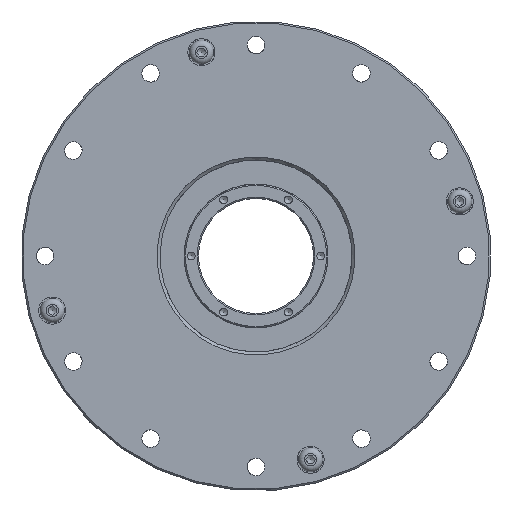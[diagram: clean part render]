
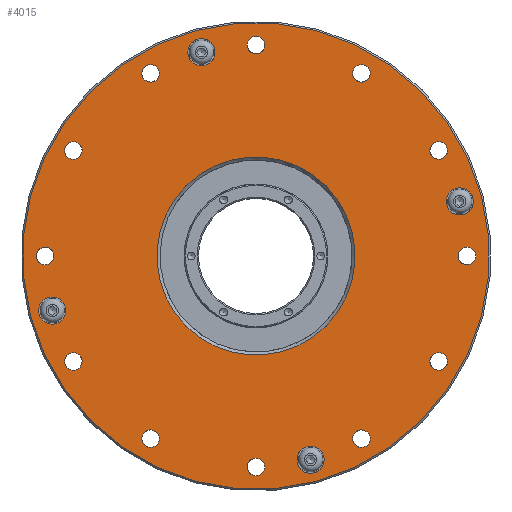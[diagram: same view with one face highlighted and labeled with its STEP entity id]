
A CAD part, left-side view. The second image highlights one B-rep face of the part: STEP entity #4015.
In plain terms, the highlighted planar face has unit normal (-1, 0, 0).
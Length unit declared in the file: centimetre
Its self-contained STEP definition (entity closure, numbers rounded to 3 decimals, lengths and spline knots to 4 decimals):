
#910=FACE_BOUND($,#1720,.T.);
#911=FACE_BOUND($,#1721,.T.);
#912=FACE_BOUND($,#1722,.T.);
#913=FACE_BOUND($,#1723,.T.);
#914=FACE_BOUND($,#1724,.T.);
#915=FACE_BOUND($,#1725,.T.);
#916=FACE_BOUND($,#1726,.T.);
#917=FACE_BOUND($,#1727,.T.);
#918=FACE_BOUND($,#1728,.T.);
#919=FACE_BOUND($,#1729,.T.);
#920=FACE_BOUND($,#1730,.T.);
#921=FACE_BOUND($,#1731,.T.);
#922=FACE_BOUND($,#1732,.T.);
#923=FACE_BOUND($,#1733,.T.);
#924=FACE_BOUND($,#1734,.T.);
#925=FACE_BOUND($,#1735,.T.);
#926=FACE_BOUND($,#1736,.T.);
#927=FACE_BOUND($,#1737,.T.);
#1720=EDGE_LOOP($,(#3446));
#1721=EDGE_LOOP($,(#3447));
#1722=EDGE_LOOP($,(#3448));
#1723=EDGE_LOOP($,(#3449));
#1724=EDGE_LOOP($,(#3450));
#1725=EDGE_LOOP($,(#3451));
#1726=EDGE_LOOP($,(#3452));
#1727=EDGE_LOOP($,(#3453));
#1728=EDGE_LOOP($,(#3454));
#1729=EDGE_LOOP($,(#3455));
#1730=EDGE_LOOP($,(#3456));
#1731=EDGE_LOOP($,(#3457));
#1732=EDGE_LOOP($,(#3458));
#1733=EDGE_LOOP($,(#3459));
#1734=EDGE_LOOP($,(#3460));
#1735=EDGE_LOOP($,(#3461));
#1736=EDGE_LOOP($,(#3462));
#1737=EDGE_LOOP($,(#3463));
#2025=CIRCLE($,#4519,0.275);
#2027=CIRCLE($,#4522,0.275);
#2029=CIRCLE($,#4525,0.275);
#2031=CIRCLE($,#4528,0.275);
#2033=CIRCLE($,#4531,0.275);
#2035=CIRCLE($,#4534,0.275);
#2037=CIRCLE($,#4537,0.275);
#2039=CIRCLE($,#4540,0.275);
#2041=CIRCLE($,#4543,0.275);
#2043=CIRCLE($,#4546,0.275);
#2045=CIRCLE($,#4549,0.275);
#2047=CIRCLE($,#4552,0.275);
#2053=CIRCLE($,#4563,3.1);
#2054=CIRCLE($,#4565,0.425);
#2055=CIRCLE($,#4566,0.425);
#2056=CIRCLE($,#4567,0.425);
#2057=CIRCLE($,#4568,0.425);
#2058=CIRCLE($,#4569,7.3);
#2335=VERTEX_POINT($,#6701);
#2337=VERTEX_POINT($,#6706);
#2339=VERTEX_POINT($,#6711);
#2341=VERTEX_POINT($,#6716);
#2343=VERTEX_POINT($,#6721);
#2345=VERTEX_POINT($,#6726);
#2347=VERTEX_POINT($,#6731);
#2349=VERTEX_POINT($,#6736);
#2351=VERTEX_POINT($,#6741);
#2353=VERTEX_POINT($,#6746);
#2355=VERTEX_POINT($,#6751);
#2357=VERTEX_POINT($,#6756);
#2363=VERTEX_POINT($,#6773);
#2364=VERTEX_POINT($,#6776);
#2365=VERTEX_POINT($,#6778);
#2366=VERTEX_POINT($,#6780);
#2367=VERTEX_POINT($,#6782);
#2368=VERTEX_POINT($,#6784);
#2717=EDGE_CURVE($,#2335,#2335,#2025,.T.);
#2719=EDGE_CURVE($,#2337,#2337,#2027,.T.);
#2721=EDGE_CURVE($,#2339,#2339,#2029,.T.);
#2723=EDGE_CURVE($,#2341,#2341,#2031,.T.);
#2725=EDGE_CURVE($,#2343,#2343,#2033,.T.);
#2727=EDGE_CURVE($,#2345,#2345,#2035,.T.);
#2729=EDGE_CURVE($,#2347,#2347,#2037,.T.);
#2731=EDGE_CURVE($,#2349,#2349,#2039,.T.);
#2733=EDGE_CURVE($,#2351,#2351,#2041,.T.);
#2735=EDGE_CURVE($,#2353,#2353,#2043,.T.);
#2737=EDGE_CURVE($,#2355,#2355,#2045,.T.);
#2739=EDGE_CURVE($,#2357,#2357,#2047,.T.);
#2745=EDGE_CURVE($,#2363,#2363,#2053,.T.);
#2746=EDGE_CURVE($,#2364,#2364,#2054,.T.);
#2747=EDGE_CURVE($,#2365,#2365,#2055,.T.);
#2748=EDGE_CURVE($,#2366,#2366,#2056,.T.);
#2749=EDGE_CURVE($,#2367,#2367,#2057,.T.);
#2750=EDGE_CURVE($,#2368,#2368,#2058,.T.);
#3446=ORIENTED_EDGE($,*,*,#2737,.T.);
#3447=ORIENTED_EDGE($,*,*,#2733,.T.);
#3448=ORIENTED_EDGE($,*,*,#2729,.T.);
#3449=ORIENTED_EDGE($,*,*,#2725,.T.);
#3450=ORIENTED_EDGE($,*,*,#2721,.T.);
#3451=ORIENTED_EDGE($,*,*,#2717,.T.);
#3452=ORIENTED_EDGE($,*,*,#2719,.T.);
#3453=ORIENTED_EDGE($,*,*,#2723,.T.);
#3454=ORIENTED_EDGE($,*,*,#2727,.T.);
#3455=ORIENTED_EDGE($,*,*,#2731,.T.);
#3456=ORIENTED_EDGE($,*,*,#2735,.T.);
#3457=ORIENTED_EDGE($,*,*,#2739,.T.);
#3458=ORIENTED_EDGE($,*,*,#2746,.T.);
#3459=ORIENTED_EDGE($,*,*,#2747,.T.);
#3460=ORIENTED_EDGE($,*,*,#2748,.T.);
#3461=ORIENTED_EDGE($,*,*,#2749,.T.);
#3462=ORIENTED_EDGE($,*,*,#2745,.F.);
#3463=ORIENTED_EDGE($,*,*,#2750,.F.);
#3729=PLANE($,#4564);
#4015=ADVANCED_FACE($,(#910,#911,#912,#913,#914,#915,#916,#917,#918,#919,
#920,#921,#922,#923,#924,#925,#926,#927),#3729,.T.);
#4519=AXIS2_PLACEMENT_3D($,#6702,#5585,#5586);
#4522=AXIS2_PLACEMENT_3D($,#6707,#5591,#5592);
#4525=AXIS2_PLACEMENT_3D($,#6712,#5597,#5598);
#4528=AXIS2_PLACEMENT_3D($,#6717,#5603,#5604);
#4531=AXIS2_PLACEMENT_3D($,#6722,#5609,#5610);
#4534=AXIS2_PLACEMENT_3D($,#6727,#5615,#5616);
#4537=AXIS2_PLACEMENT_3D($,#6732,#5621,#5622);
#4540=AXIS2_PLACEMENT_3D($,#6737,#5627,#5628);
#4543=AXIS2_PLACEMENT_3D($,#6742,#5633,#5634);
#4546=AXIS2_PLACEMENT_3D($,#6747,#5639,#5640);
#4549=AXIS2_PLACEMENT_3D($,#6752,#5645,#5646);
#4552=AXIS2_PLACEMENT_3D($,#6757,#5651,#5652);
#4563=AXIS2_PLACEMENT_3D($,#6774,#5673,#5674);
#4564=AXIS2_PLACEMENT_3D($,#6775,#5675,#5676);
#4565=AXIS2_PLACEMENT_3D($,#6777,#5677,#5678);
#4566=AXIS2_PLACEMENT_3D($,#6779,#5679,#5680);
#4567=AXIS2_PLACEMENT_3D($,#6781,#5681,#5682);
#4568=AXIS2_PLACEMENT_3D($,#6783,#5683,#5684);
#4569=AXIS2_PLACEMENT_3D($,#6785,#5685,#5686);
#5585=DIRECTION('center_axis',(1.,0.,0.));
#5586=DIRECTION('ref_axis',(0.,0.966,-0.259));
#5591=DIRECTION('center_axis',(1.,0.,0.));
#5592=DIRECTION('ref_axis',(0.,0.966,-0.259));
#5597=DIRECTION('center_axis',(1.,0.,0.));
#5598=DIRECTION('ref_axis',(0.,0.966,-0.259));
#5603=DIRECTION('center_axis',(1.,0.,0.));
#5604=DIRECTION('ref_axis',(0.,0.966,-0.259));
#5609=DIRECTION('center_axis',(1.,0.,0.));
#5610=DIRECTION('ref_axis',(0.,0.966,-0.259));
#5615=DIRECTION('center_axis',(1.,0.,0.));
#5616=DIRECTION('ref_axis',(0.,0.966,-0.259));
#5621=DIRECTION('center_axis',(1.,0.,0.));
#5622=DIRECTION('ref_axis',(0.,0.966,-0.259));
#5627=DIRECTION('center_axis',(1.,0.,0.));
#5628=DIRECTION('ref_axis',(0.,0.966,-0.259));
#5633=DIRECTION('center_axis',(1.,0.,0.));
#5634=DIRECTION('ref_axis',(0.,0.966,-0.259));
#5639=DIRECTION('center_axis',(1.,0.,0.));
#5640=DIRECTION('ref_axis',(0.,0.966,-0.259));
#5645=DIRECTION('center_axis',(1.,0.,0.));
#5646=DIRECTION('ref_axis',(0.,0.966,-0.259));
#5651=DIRECTION('center_axis',(1.,0.,0.));
#5652=DIRECTION('ref_axis',(0.,0.966,-0.259));
#5673=DIRECTION('center_axis',(-1.,0.,0.));
#5674=DIRECTION('ref_axis',(0.,0.259,0.966));
#5675=DIRECTION('center_axis',(-1.,0.,0.));
#5676=DIRECTION('ref_axis',(0.,0.966,-0.259));
#5677=DIRECTION('center_axis',(1.,0.,0.));
#5678=DIRECTION('ref_axis',(0.,0.966,-0.259));
#5679=DIRECTION('center_axis',(1.,0.,0.));
#5680=DIRECTION('ref_axis',(0.,0.966,-0.259));
#5681=DIRECTION('center_axis',(1.,0.,0.));
#5682=DIRECTION('ref_axis',(0.,0.966,-0.259));
#5683=DIRECTION('center_axis',(1.,0.,0.));
#5684=DIRECTION('ref_axis',(0.,0.966,-0.259));
#5685=DIRECTION('center_axis',(1.,0.,0.));
#5686=DIRECTION('ref_axis',(0.,0.259,0.966));
#6701=CARTESIAN_POINT('',(-0.86,5.9814,-3.3712));
#6702=CARTESIAN_POINT('Origin',(-0.86,5.7158,-3.3));
#6706=CARTESIAN_POINT('',(-0.86,3.5656,-5.7869));
#6707=CARTESIAN_POINT('Origin',(-0.86,3.3,-5.7158));
#6711=CARTESIAN_POINT('',(-0.86,0.2656,-6.6712));
#6712=CARTESIAN_POINT('Origin',(-0.86,0.,
-6.6));
#6716=CARTESIAN_POINT('',(-0.86,-3.0344,-5.7869));
#6717=CARTESIAN_POINT('Origin',(-0.86,-3.3,-5.7158));
#6721=CARTESIAN_POINT('',(-0.86,-5.4501,-3.3712));
#6722=CARTESIAN_POINT('Origin',(-0.86,-5.7158,-3.3));
#6726=CARTESIAN_POINT('',(-0.86,-6.3344,-0.0712));
#6727=CARTESIAN_POINT('Origin',(-0.86,-6.6,0.));
#6731=CARTESIAN_POINT('',(-0.86,-5.4501,3.2288));
#6732=CARTESIAN_POINT('Origin',(-0.86,-5.7158,3.3));
#6736=CARTESIAN_POINT('',(-0.86,-3.0344,5.6446));
#6737=CARTESIAN_POINT('Origin',(-0.86,-3.3,5.7158));
#6741=CARTESIAN_POINT('',(-0.86,0.2656,6.5288));
#6742=CARTESIAN_POINT('Origin',(-0.86,0.,
6.6));
#6746=CARTESIAN_POINT('',(-0.86,3.5656,5.6446));
#6747=CARTESIAN_POINT('Origin',(-0.86,3.3,5.7158));
#6751=CARTESIAN_POINT('',(-0.86,5.9814,3.2288));
#6752=CARTESIAN_POINT('Origin',(-0.86,5.7158,3.3));
#6756=CARTESIAN_POINT('',(-0.86,6.8656,-0.0712));
#6757=CARTESIAN_POINT('Origin',(-0.86,6.6,0.));
#6773=CARTESIAN_POINT('',(-0.86,-0.8023,-2.9944));
#6774=CARTESIAN_POINT('Origin',(-0.86,0.,
0.));
#6775=CARTESIAN_POINT('Origin',(-0.86,-1.9023,-7.0996));
#6776=CARTESIAN_POINT('',(-0.86,-5.9646,1.5982));
#6777=CARTESIAN_POINT('Origin',(-0.86,-6.3751,1.7082));
#6778=CARTESIAN_POINT('',(-0.86,6.7856,-1.8182));
#6779=CARTESIAN_POINT('Origin',(-0.86,6.3751,-1.7082));
#6780=CARTESIAN_POINT('',(-0.86,-1.2977,-6.4851));
#6781=CARTESIAN_POINT('Origin',(-0.86,-1.7082,-6.3751));
#6782=CARTESIAN_POINT('',(-0.86,2.1187,6.2651));
#6783=CARTESIAN_POINT('Origin',(-0.86,1.7082,6.3751));
#6784=CARTESIAN_POINT('',(-0.86,-1.8894,-7.0513));
#6785=CARTESIAN_POINT('Origin',(-0.86,0.,
0.));
